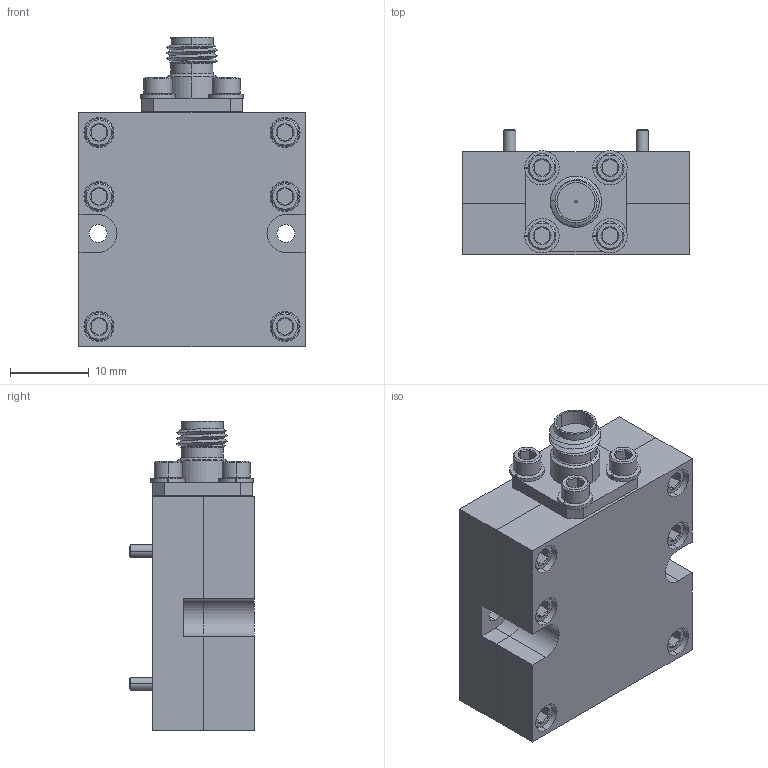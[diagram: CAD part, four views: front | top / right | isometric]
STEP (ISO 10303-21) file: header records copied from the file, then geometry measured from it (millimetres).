
FILE_DESCRIPTION (( 'STEP AP203' ), '1' );
FILE_NAME ('SFP-363573303-19SF-N1.STEP', '2019-06-03T17:55:52', ( '' ), ( '' ), 'SwSTEP 2.0', 'SolidWorks 2016', '' );
FILE_SCHEMA (( 'CONFIG_CONTROL_DESIGN' ));
Products named in the file (1): SFP-363573303-19SF-N1
Bounding box: 28.7 x 15.86 x 39.24 mm (x, y, z)
Volume: 10756.1 mm3; surface area: 7705.4 mm2
Topology: 19 solids, 19 shells, 1040 faces, 2673 edges, 1690 vertices
Faces by surface type: cylinder 648, cone 186, plane 182, bspline 22, torus 2
Entity records: 44660 total; most frequent: CARTESIAN_POINT 22473, ORIENTED_EDGE 5282, DIRECTION 4020, EDGE_CURVE 2641, VERTEX_POINT 1690, AXIS2_PLACEMENT_3D 1505, EDGE_LOOP 1115, ADVANCED_FACE 1040
